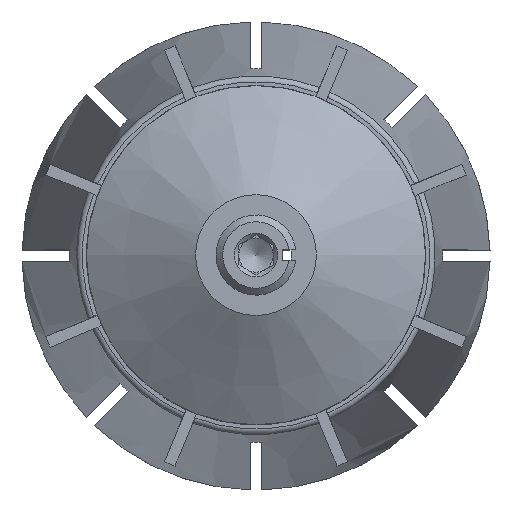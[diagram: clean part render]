
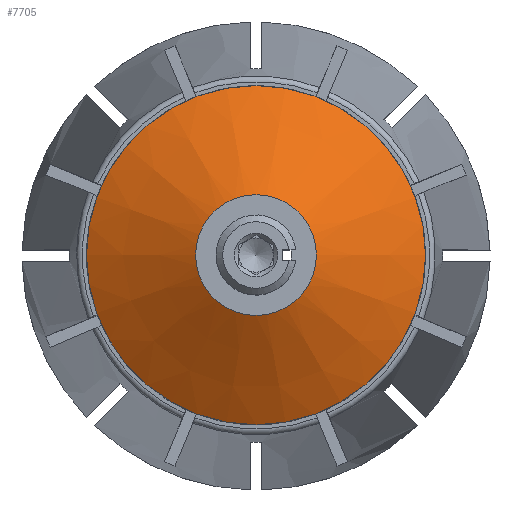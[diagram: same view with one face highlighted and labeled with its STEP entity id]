
A CAD part, top view. The second image highlights one B-rep face of the part: STEP entity #7705.
In plain terms, the highlighted conical face has half-angle 60 degrees and reference radius 5.274 mm.
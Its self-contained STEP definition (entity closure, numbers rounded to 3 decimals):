
#92=CONICAL_SURFACE('',#8100,5.274,1.047);
#1623=ORIENTED_EDGE('',*,*,#3115,.F.);
#1624=ORIENTED_EDGE('',*,*,#3294,.T.);
#3115=EDGE_CURVE('',#3989,#3989,#4559,.T.);
#3294=EDGE_CURVE('',#4119,#4119,#4626,.T.);
#3989=VERTEX_POINT('',#10323);
#4119=VERTEX_POINT('',#10732);
#4559=CIRCLE('',#7982,5.274);
#4626=CIRCLE('',#8101,14.8);
#4933=EDGE_LOOP('',(#1623));
#4934=EDGE_LOOP('',(#1624));
#5249=FACE_BOUND('',#4933,.T.);
#5250=FACE_BOUND('',#4934,.T.);
#7705=ADVANCED_FACE('',(#5249,#5250),#92,.T.);
#7982=AXIS2_PLACEMENT_3D('',#10322,#8679,#8680);
#8100=AXIS2_PLACEMENT_3D('',#10730,#9011,#9012);
#8101=AXIS2_PLACEMENT_3D('',#10731,#9013,#9014);
#8679=DIRECTION('',(0.,0.,1.));
#8680=DIRECTION('',(1.,0.,0.));
#9011=DIRECTION('',(0.,0.,-1.));
#9012=DIRECTION('',(-1.,0.,0.));
#9013=DIRECTION('',(0.,0.,1.));
#9014=DIRECTION('',(1.,0.,0.));
#10322=CARTESIAN_POINT('',(0.,0.,57.7));
#10323=CARTESIAN_POINT('',(5.274,0.,57.7));
#10730=CARTESIAN_POINT('',(0.,0.,57.7));
#10731=CARTESIAN_POINT('',(0.,0.,52.2));
#10732=CARTESIAN_POINT('',(14.8,0.,52.2));
